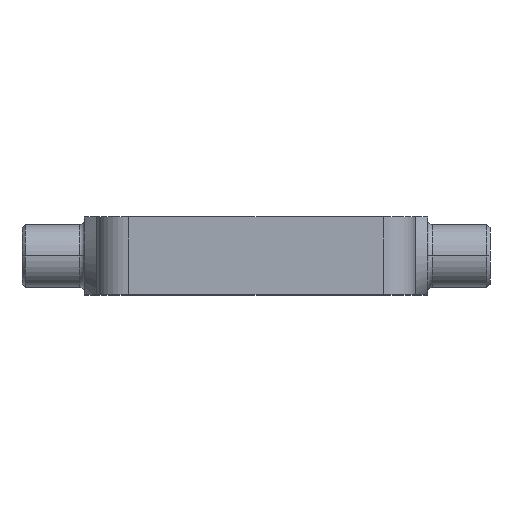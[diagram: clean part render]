
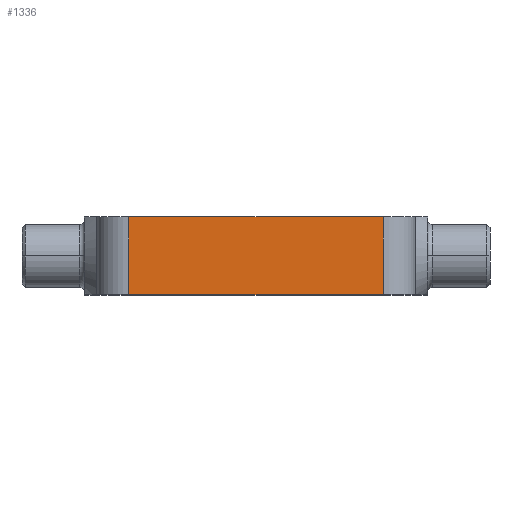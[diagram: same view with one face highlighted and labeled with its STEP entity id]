
A CAD part, top view. The second image highlights one B-rep face of the part: STEP entity #1336.
In plain terms, the highlighted planar face has unit normal (0, 0, 1).
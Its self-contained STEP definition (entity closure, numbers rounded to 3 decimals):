
#160 = CARTESIAN_POINT ( 'NONE',  ( 40.8, 0., 51. ) ) ;
#170 = LINE ( 'NONE', #508, #171 ) ;
#171 = VECTOR ( 'NONE', #735, 1000. ) ;
#189 = CARTESIAN_POINT ( 'NONE',  ( -40.8, 0., 51. ) ) ;
#244 = PLANE ( 'NONE',  #598 ) ;
#258 = VECTOR ( 'NONE', #1142, 1000. ) ;
#303 = FACE_OUTER_BOUND ( 'NONE', #1236, .T. ) ;
#317 = EDGE_CURVE ( 'NONE', #1015, #615, #352, .T. ) ;
#352 = LINE ( 'NONE', #189, #356 ) ;
#353 = LINE ( 'NONE', #699, #1283 ) ;
#356 = VECTOR ( 'NONE', #893, 1000. ) ;
#370 = CARTESIAN_POINT ( 'NONE',  ( -40.8, 25., 51. ) ) ;
#487 = CARTESIAN_POINT ( 'NONE',  ( -40.8, 0., 51. ) ) ;
#508 = CARTESIAN_POINT ( 'NONE',  ( 40.8, 25., 51. ) ) ;
#520 = DIRECTION ( 'NONE',  ( 0., 0., -1. ) ) ;
#558 = DIRECTION ( 'NONE',  ( 0., -1., 0. ) ) ;
#598 = AXIS2_PLACEMENT_3D ( 'NONE', #1462, #520, #845 ) ;
#615 = VERTEX_POINT ( 'NONE', #160 ) ;
#616 = ORIENTED_EDGE ( 'NONE', *, *, #1340, .T. ) ;
#633 = VERTEX_POINT ( 'NONE', #1176 ) ;
#682 = CARTESIAN_POINT ( 'NONE',  ( -40.8, 25., 51. ) ) ;
#699 = CARTESIAN_POINT ( 'NONE',  ( -40.8, 25., 51. ) ) ;
#735 = DIRECTION ( 'NONE',  ( 0., -1., 0. ) ) ;
#778 = EDGE_CURVE ( 'NONE', #633, #615, #170, .T. ) ;
#845 = DIRECTION ( 'NONE',  ( -1., 0., 0. ) ) ;
#893 = DIRECTION ( 'NONE',  ( 1., 0., 0. ) ) ;
#903 = VERTEX_POINT ( 'NONE', #682 ) ;
#1015 = VERTEX_POINT ( 'NONE', #487 ) ;
#1142 = DIRECTION ( 'NONE',  ( 1., 0., 0. ) ) ;
#1153 = LINE ( 'NONE', #370, #258 ) ;
#1176 = CARTESIAN_POINT ( 'NONE',  ( 40.8, 25., 51. ) ) ;
#1235 = EDGE_CURVE ( 'NONE', #903, #633, #1153, .T. ) ;
#1236 = EDGE_LOOP ( 'NONE', ( #1385, #1368, #1387, #616 ) ) ;
#1283 = VECTOR ( 'NONE', #558, 1000. ) ;
#1336 = ADVANCED_FACE ( 'NONE', ( #303 ), #244, .F. ) ;
#1340 = EDGE_CURVE ( 'NONE', #903, #1015, #353, .T. ) ;
#1368 = ORIENTED_EDGE ( 'NONE', *, *, #778, .F. ) ;
#1385 = ORIENTED_EDGE ( 'NONE', *, *, #317, .T. ) ;
#1387 = ORIENTED_EDGE ( 'NONE', *, *, #1235, .F. ) ;
#1462 = CARTESIAN_POINT ( 'NONE',  ( -40.8, 25., 51. ) ) ;
